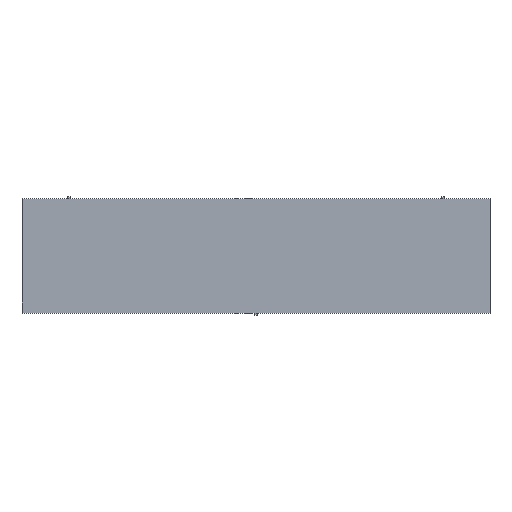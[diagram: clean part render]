
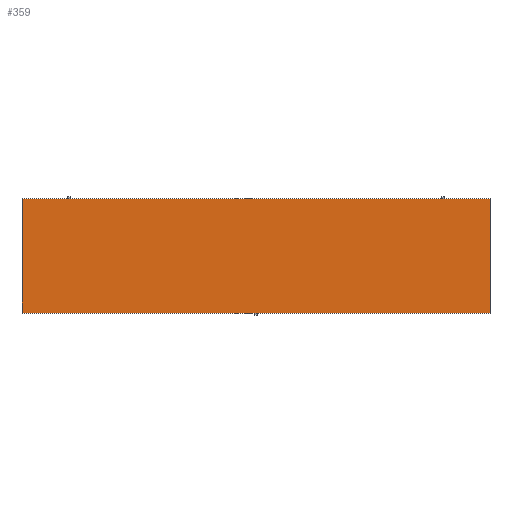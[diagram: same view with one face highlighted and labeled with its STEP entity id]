
A CAD part, top view. The second image highlights one B-rep face of the part: STEP entity #359.
In plain terms, the highlighted planar face has unit normal (0, 0, 1).
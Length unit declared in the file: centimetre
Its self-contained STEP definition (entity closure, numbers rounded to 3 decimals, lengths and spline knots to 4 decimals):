
#359=ADVANCED_FACE('',(#445),#2233,.T.);
#445=FACE_OUTER_BOUND('',#531,.T.);
#531=EDGE_LOOP('',(#932,#933,#934,#935));
#932=ORIENTED_EDGE('',*,*,#1336,.T.);
#933=ORIENTED_EDGE('',*,*,#1337,.T.);
#934=ORIENTED_EDGE('',*,*,#1338,.T.);
#935=ORIENTED_EDGE('',*,*,#1339,.T.);
#1336=EDGE_CURVE('',#2144,#2145,#1740,.T.);
#1337=EDGE_CURVE('',#2145,#2146,#1741,.T.);
#1338=EDGE_CURVE('',#2146,#2147,#1742,.T.);
#1339=EDGE_CURVE('',#2147,#2144,#1743,.T.);
#1740=B_SPLINE_CURVE_WITH_KNOTS('',1,(#3855,#3856),.UNSPECIFIED.,.F.,.F.,
(2,2),(0.,180.),.UNSPECIFIED.);
#1741=B_SPLINE_CURVE_WITH_KNOTS('',1,(#3857,#3858),.UNSPECIFIED.,.F.,.F.,
(2,2),(0.,44.),.UNSPECIFIED.);
#1742=B_SPLINE_CURVE_WITH_KNOTS('',1,(#3859,#3860),.UNSPECIFIED.,.F.,.F.,
(2,2),(0.,180.),.UNSPECIFIED.);
#1743=B_SPLINE_CURVE_WITH_KNOTS('',1,(#3861,#3862),.UNSPECIFIED.,.F.,.F.,
(2,2),(0.,44.),.UNSPECIFIED.);
#2144=VERTEX_POINT('',#3851);
#2145=VERTEX_POINT('',#3852);
#2146=VERTEX_POINT('',#3853);
#2147=VERTEX_POINT('',#3854);
#2233=PLANE('',#2360);
#2360=AXIS2_PLACEMENT_3D('',#3850,#2452,$);
#2452=DIRECTION('',(0.,0.,1.));
#3850=CARTESIAN_POINT('',(-108.012,-48.412,0.));
#3851=CARTESIAN_POINT('',(-90.,-44.,0.));
#3852=CARTESIAN_POINT('',(90.,-44.,0.));
#3853=CARTESIAN_POINT('',(90.,0.,0.));
#3854=CARTESIAN_POINT('',(-90.,0.,0.));
#3855=CARTESIAN_POINT('',(-90.,-44.,0.));
#3856=CARTESIAN_POINT('',(90.,-44.,0.));
#3857=CARTESIAN_POINT('',(90.,-44.,0.));
#3858=CARTESIAN_POINT('',(90.,0.,0.));
#3859=CARTESIAN_POINT('',(90.,0.,0.));
#3860=CARTESIAN_POINT('',(-90.,0.,0.));
#3861=CARTESIAN_POINT('',(-90.,0.,0.));
#3862=CARTESIAN_POINT('',(-90.,-44.,0.));
